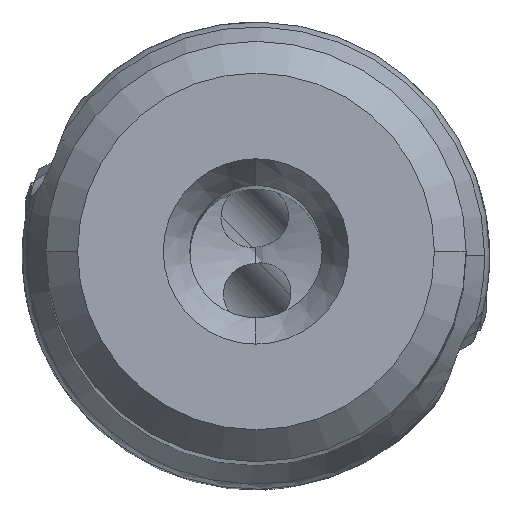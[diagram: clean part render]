
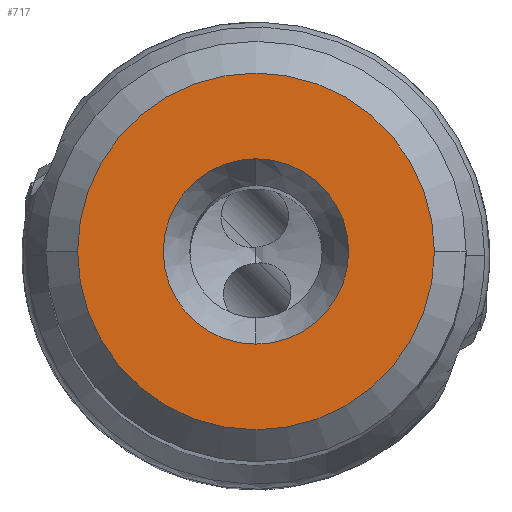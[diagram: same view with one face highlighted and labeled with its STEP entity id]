
A CAD part, top view. The second image highlights one B-rep face of the part: STEP entity #717.
In plain terms, the highlighted planar face has unit normal (0, 0, 1).
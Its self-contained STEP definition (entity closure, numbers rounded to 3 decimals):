
#71=FACE_BOUND('',#1258,.T.);
#72=FACE_BOUND('',#1259,.T.);
#186=PLANE('',#4341);
#717=ADVANCED_FACE('',(#71,#72),#186,.T.);
#1258=EDGE_LOOP('',(#2181,#2182,#2183));
#1259=EDGE_LOOP('',(#2184,#2185));
#1501=CIRCLE('',#4335,6.738);
#1502=CIRCLE('',#4337,6.738);
#1503=CIRCLE('',#4338,6.738);
#1504=CIRCLE('',#4339,3.5);
#1505=CIRCLE('',#4340,3.5);
#2181=ORIENTED_EDGE('',*,*,#3576,.F.);
#2182=ORIENTED_EDGE('',*,*,#3577,.F.);
#2183=ORIENTED_EDGE('',*,*,#3578,.F.);
#2184=ORIENTED_EDGE('',*,*,#3579,.F.);
#2185=ORIENTED_EDGE('',*,*,#3580,.F.);
#3087=VERTEX_POINT('',#7862);
#3088=VERTEX_POINT('',#7864);
#3089=VERTEX_POINT('',#7868);
#3090=VERTEX_POINT('',#7871);
#3091=VERTEX_POINT('',#7872);
#3576=EDGE_CURVE('',#3088,#3087,#1501,.T.);
#3577=EDGE_CURVE('',#3089,#3088,#1502,.T.);
#3578=EDGE_CURVE('',#3087,#3089,#1503,.T.);
#3579=EDGE_CURVE('',#3090,#3091,#1504,.T.);
#3580=EDGE_CURVE('',#3091,#3090,#1505,.T.);
#4335=AXIS2_PLACEMENT_3D('',#7865,#5092,#5093);
#4337=AXIS2_PLACEMENT_3D('',#7867,#5096,#5097);
#4338=AXIS2_PLACEMENT_3D('',#7869,#5098,#5099);
#4339=AXIS2_PLACEMENT_3D('',#7870,#5100,#5101);
#4340=AXIS2_PLACEMENT_3D('',#7873,#5102,#5103);
#4341=AXIS2_PLACEMENT_3D('',#7874,#5104,#5105);
#5092=DIRECTION('',(0.,0.,-1.));
#5093=DIRECTION('',(-1.,0.,0.));
#5096=DIRECTION('',(0.,0.,-1.));
#5097=DIRECTION('',(0.,-1.,0.));
#5098=DIRECTION('',(0.,0.,-1.));
#5099=DIRECTION('',(1.,0.,0.));
#5100=DIRECTION('',(0.,0.,1.));
#5101=DIRECTION('',(0.,1.,0.));
#5102=DIRECTION('',(0.,0.,1.));
#5103=DIRECTION('',(0.,-1.,0.));
#5104=DIRECTION('',(0.,0.,1.));
#5105=DIRECTION('',(-1.,0.,0.));
#7862=CARTESIAN_POINT('',(6.738,0.,0.));
#7864=CARTESIAN_POINT('',(-6.738,0.,0.));
#7865=CARTESIAN_POINT('',(0.,0.,0.));
#7867=CARTESIAN_POINT('',(0.,0.,0.));
#7868=CARTESIAN_POINT('',(0.,-6.738,0.));
#7869=CARTESIAN_POINT('',(0.,0.,0.));
#7870=CARTESIAN_POINT('',(0.,0.,0.));
#7871=CARTESIAN_POINT('',(0.,3.5,0.));
#7872=CARTESIAN_POINT('',(0.,-3.5,0.));
#7873=CARTESIAN_POINT('',(0.,0.,0.));
#7874=CARTESIAN_POINT('',(0.,0.,0.));
